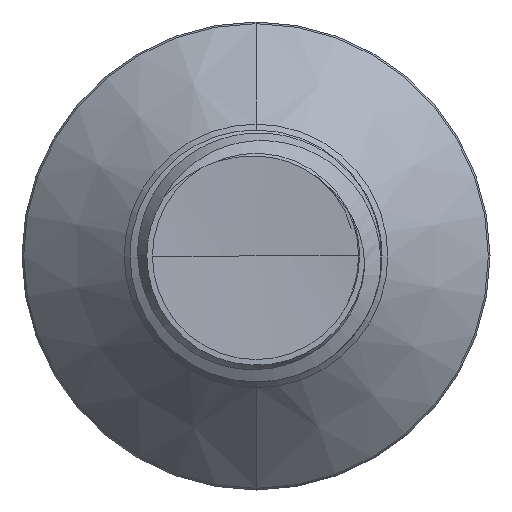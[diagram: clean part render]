
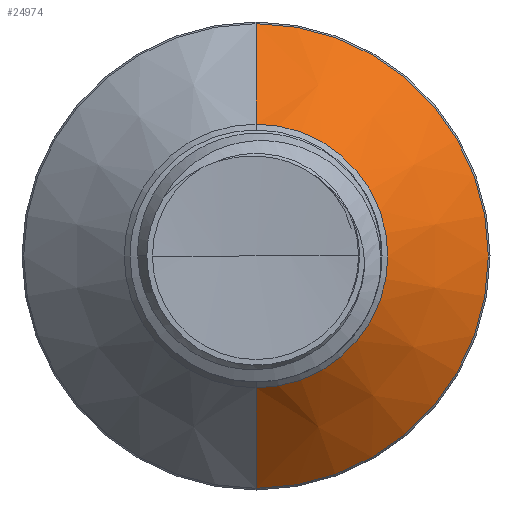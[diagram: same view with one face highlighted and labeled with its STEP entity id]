
A CAD part, front view. The second image highlights one B-rep face of the part: STEP entity #24974.
In plain terms, the highlighted conical face has half-angle 45 degrees and reference radius 1.832 mm.
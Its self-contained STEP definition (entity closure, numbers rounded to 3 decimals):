
#134 = EDGE_CURVE ( 'NONE', #9465, #20326, #23883, .T. ) ;
#4108 = ORIENTED_EDGE ( 'NONE', *, *, #134, .F. ) ;
#4937 = VERTEX_POINT ( 'NONE', #29232 ) ;
#5320 = AXIS2_PLACEMENT_3D ( 'NONE', #7666, #10137, #10027 ) ;
#6930 = EDGE_CURVE ( 'NONE', #17670, #4937, #19404, .T. ) ;
#6958 = AXIS2_PLACEMENT_3D ( 'NONE', #26196, #11754, #28564 ) ;
#7335 = VECTOR ( 'NONE', #12067, 1000. ) ;
#7666 = CARTESIAN_POINT ( 'NONE',  ( 0., 10.313, 0. ) ) ;
#9465 = VERTEX_POINT ( 'NONE', #24968 ) ;
#9834 = DIRECTION ( 'NONE',  ( 0., 0.707, 0.707 ) ) ;
#9923 = ORIENTED_EDGE ( 'NONE', *, *, #6930, .T. ) ;
#10027 = DIRECTION ( 'NONE',  ( 0., 0., 1. ) ) ;
#10137 = DIRECTION ( 'NONE',  ( 0., 1., 0. ) ) ;
#11065 = EDGE_LOOP ( 'NONE', ( #9923, #29134, #4108, #17277 ) ) ;
#11105 = EDGE_CURVE ( 'NONE', #17670, #9465, #11653, .T. ) ;
#11653 = LINE ( 'NONE', #22005, #18983 ) ;
#11754 = DIRECTION ( 'NONE',  ( 0., 1., 0. ) ) ;
#12067 = DIRECTION ( 'NONE',  ( 0., 0.707, -0.707 ) ) ;
#14026 = CARTESIAN_POINT ( 'NONE',  ( 0., 10.313, 1.832 ) ) ;
#16066 = DIRECTION ( 'NONE',  ( 0., 0., 1. ) ) ;
#16107 = DIRECTION ( 'NONE',  ( 0., 1., 0. ) ) ;
#16147 = CARTESIAN_POINT ( 'NONE',  ( 0., 11.708, 0. ) ) ;
#17277 = ORIENTED_EDGE ( 'NONE', *, *, #11105, .F. ) ;
#17670 = VERTEX_POINT ( 'NONE', #14026 ) ;
#17924 = EDGE_CURVE ( 'NONE', #4937, #20326, #26660, .T. ) ;
#18983 = VECTOR ( 'NONE', #9834, 1000. ) ;
#19404 = CIRCLE ( 'NONE', #6958, 1.832 ) ;
#20326 = VERTEX_POINT ( 'NONE', #30739 ) ;
#22005 = CARTESIAN_POINT ( 'NONE',  ( 0., 10.313, 1.832 ) ) ;
#23883 = CIRCLE ( 'NONE', #27600, 3.227 ) ;
#24968 = CARTESIAN_POINT ( 'NONE',  ( 0., 11.708, 3.227 ) ) ;
#24974 = ADVANCED_FACE ( 'NONE', ( #26175 ), #25441, .T. ) ;
#25441 = CONICAL_SURFACE ( 'NONE', #5320, 1.832, 0.785 ) ;
#26175 = FACE_OUTER_BOUND ( 'NONE', #11065, .T. ) ;
#26196 = CARTESIAN_POINT ( 'NONE',  ( 0., 10.313, 0. ) ) ;
#26487 = CARTESIAN_POINT ( 'NONE',  ( 0., 10.313, -1.832 ) ) ;
#26660 = LINE ( 'NONE', #26487, #7335 ) ;
#27600 = AXIS2_PLACEMENT_3D ( 'NONE', #16147, #16107, #16066 ) ;
#28564 = DIRECTION ( 'NONE',  ( 0., 0., 1. ) ) ;
#29134 = ORIENTED_EDGE ( 'NONE', *, *, #17924, .T. ) ;
#29232 = CARTESIAN_POINT ( 'NONE',  ( 0., 10.313, -1.832 ) ) ;
#30739 = CARTESIAN_POINT ( 'NONE',  ( 0., 11.708, -3.227 ) ) ;
